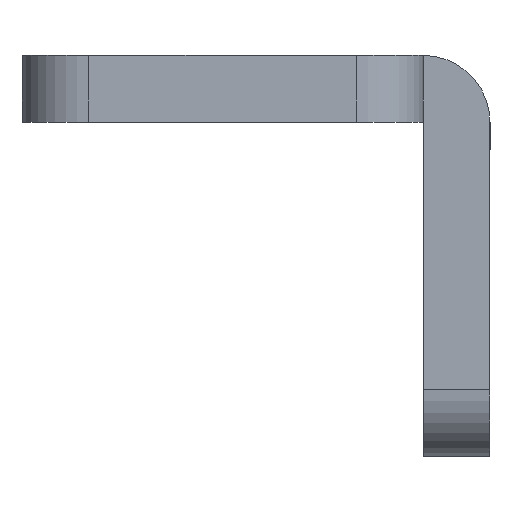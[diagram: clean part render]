
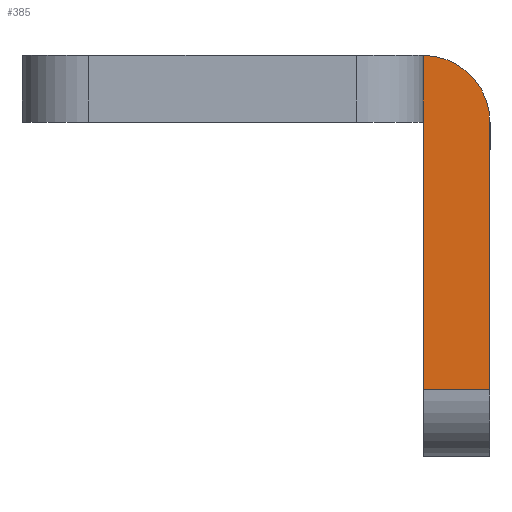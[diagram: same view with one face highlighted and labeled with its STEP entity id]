
A CAD part, left-side view. The second image highlights one B-rep face of the part: STEP entity #385.
In plain terms, the highlighted planar face has unit normal (-1, 0, 0).
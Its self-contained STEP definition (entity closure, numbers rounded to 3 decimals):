
#32=CIRCLE('',#423,2.001);
#33=CIRCLE('',#424,0.001);
#56=ORIENTED_EDGE('',*,*,#164,.T.);
#57=ORIENTED_EDGE('',*,*,#165,.T.);
#58=ORIENTED_EDGE('',*,*,#166,.F.);
#59=ORIENTED_EDGE('',*,*,#167,.F.);
#60=ORIENTED_EDGE('',*,*,#168,.F.);
#61=ORIENTED_EDGE('',*,*,#169,.T.);
#164=EDGE_CURVE('',#218,#219,#252,.T.);
#165=EDGE_CURVE('',#219,#220,#253,.F.);
#166=EDGE_CURVE('',#221,#220,#254,.T.);
#167=EDGE_CURVE('',#222,#221,#32,.T.);
#168=EDGE_CURVE('',#223,#222,#255,.T.);
#169=EDGE_CURVE('',#223,#218,#33,.T.);
#218=VERTEX_POINT('',#597);
#219=VERTEX_POINT('',#598);
#220=VERTEX_POINT('',#600);
#221=VERTEX_POINT('',#602);
#222=VERTEX_POINT('',#604);
#223=VERTEX_POINT('',#606);
#252=LINE('',#596,#286);
#253=LINE('',#599,#287);
#254=LINE('',#601,#288);
#255=LINE('',#605,#289);
#286=VECTOR('',#475,1000.);
#287=VECTOR('',#476,1000.);
#288=VECTOR('',#477,1000.);
#289=VECTOR('',#480,1000.);
#317=EDGE_LOOP('',(#56,#57,#58,#59,#60,#61));
#345=FACE_BOUND('',#317,.T.);
#373=PLANE('',#422);
#385=ADVANCED_FACE('',(#345),#373,.T.);
#422=AXIS2_PLACEMENT_3D('',#595,#473,#474);
#423=AXIS2_PLACEMENT_3D('',#603,#478,#479);
#424=AXIS2_PLACEMENT_3D('',#607,#481,#482);
#473=DIRECTION('',(-1.,0.,0.));
#474=DIRECTION('',(0.,0.,1.));
#475=DIRECTION('',(0.,0.,-1.));
#476=DIRECTION('',(0.,1.,0.));
#477=DIRECTION('',(0.,0.,-1.));
#478=DIRECTION('',(1.,0.,0.));
#479=DIRECTION('',(0.,0.,-1.));
#480=DIRECTION('',(0.,0.,1.));
#481=DIRECTION('',(1.,0.,0.));
#482=DIRECTION('',(0.,0.,-1.));
#595=CARTESIAN_POINT('',(-200.,7.,-1.));
#596=CARTESIAN_POINT('',(-200.,-5.,-0.482));
#597=CARTESIAN_POINT('',(-200.,-5.,-1.001));
#598=CARTESIAN_POINT('',(-200.,-5.,-9.));
#599=CARTESIAN_POINT('',(-200.,-7.,-9.));
#600=CARTESIAN_POINT('',(-200.,-7.,-9.));
#601=CARTESIAN_POINT('',(-200.,-7.,-0.482));
#602=CARTESIAN_POINT('',(-200.,-7.,-1.001));
#603=CARTESIAN_POINT('',(-200.,-4.999,-1.001));
#604=CARTESIAN_POINT('',(-200.,-4.999,1.));
#605=CARTESIAN_POINT('',(-200.,-4.999,-1.));
#606=CARTESIAN_POINT('',(-200.,-4.999,-1.));
#607=CARTESIAN_POINT('',(-200.,-4.999,-1.001));
